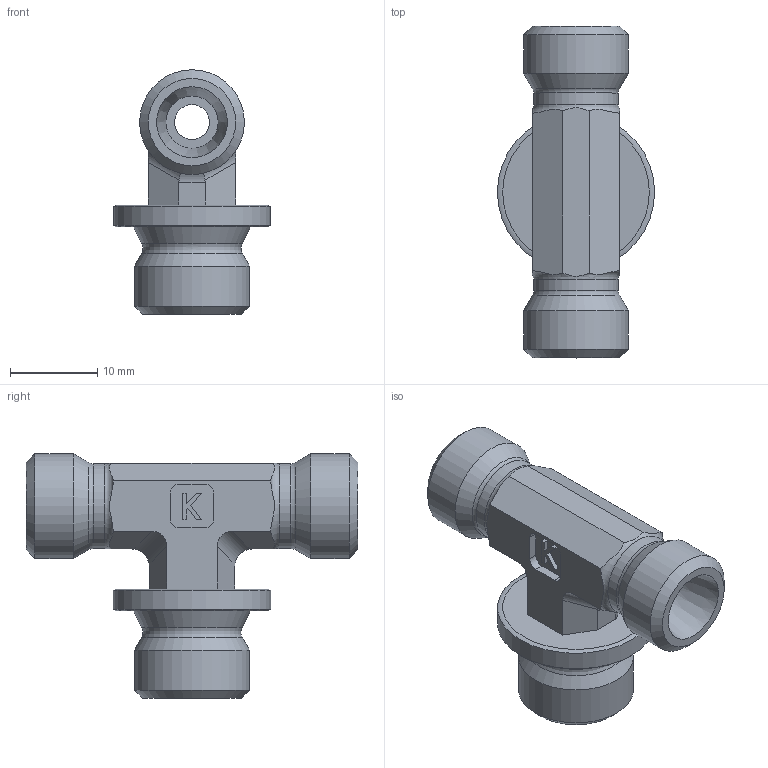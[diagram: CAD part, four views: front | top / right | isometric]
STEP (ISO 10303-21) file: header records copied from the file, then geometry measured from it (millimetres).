
FILE_DESCRIPTION((''),'2;1');
FILE_NAME('281062812.stp','2014-10-31T14:31:46',(''),('KNOMI spol. s r. o.'),'Autodesk Inventor 2012','Autodesk Inventor 2012','');
FILE_SCHEMA(('AUTOMOTIVE_DESIGN { 1 2 10303 214 0 1 1 1 }'));
Length unit declared in the file: millimetre
Products named in the file (1): THR2  6LR1/4 G1/4/M12 Js05
Bounding box: 18 x 38 x 28 mm (x, y, z)
Volume: 4563.5 mm3; surface area: 3393.3 mm2
Topology: 1 solids, 1 shells, 81 faces, 211 edges, 137 vertices
Faces by surface type: plane 42, cylinder 20, cone 13, torus 6
Full cylindrical faces by diameter (mm): 4 x1, 5 x1, 6 x2, 9.7 x2, 12 x2, 13.157 x1, 18 x1
Entity records: 2446 total; most frequent: CARTESIAN_POINT 610, DIRECTION 372, ORIENTED_EDGE 340, EDGE_CURVE 170, AXIS2_PLACEMENT_3D 140, VERTEX_POINT 124, EDGE_LOOP 118, VECTOR 92
